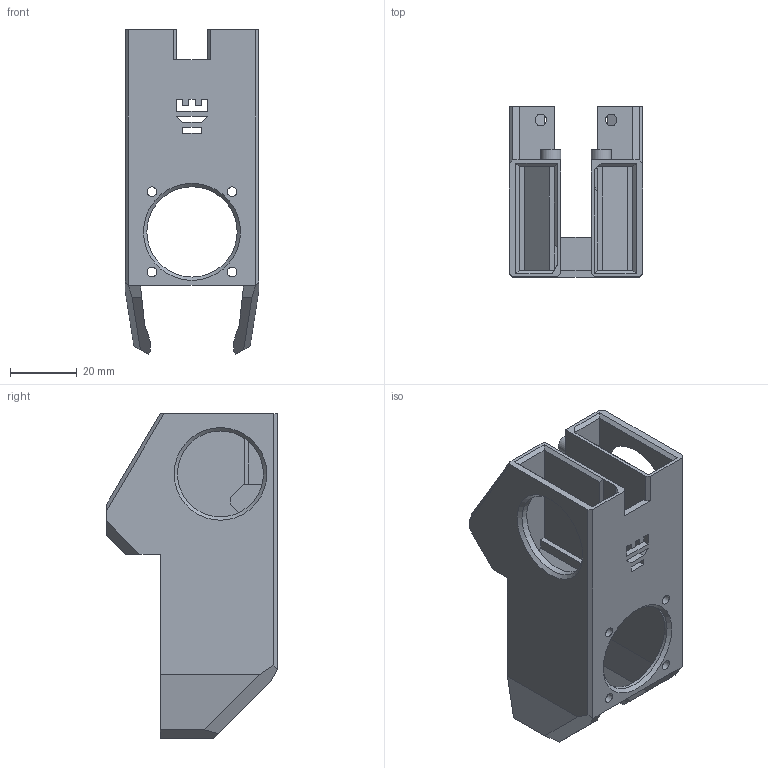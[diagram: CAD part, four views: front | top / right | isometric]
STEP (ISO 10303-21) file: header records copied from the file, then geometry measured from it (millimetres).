
FILE_DESCRIPTION(('STEP AP214'),'1');
FILE_NAME('Rookery 3010 short _2020_.stp','2023-05-21T01:48:20',(' '),(' '),'Spatial InterOp 3D',' ',' ');
FILE_SCHEMA(('AUTOMOTIVE_DESIGN { 1 0 10303 214 1 1 1 1 }'));
Length unit declared in the file: millimetre
Products named in the file (1): Mirror4
Bounding box: 40 x 51 x 97.05 mm (x, y, z)
Volume: 32096.1 mm3; surface area: 33258.2 mm2
Topology: 1 solids, 1 shells, 191 faces, 547 edges, 353 vertices
Faces by surface type: plane 171, cylinder 17, cone 3
Full cylindrical faces by diameter (mm): 2.9 x4, 3.5 x2, 4.2 x2, 6 x2, 25.7 x2, 27 x1
Entity records: 10156 total; most frequent: CARTESIAN_POINT 1082, ORIENTED_EDGE 1056, DIRECTION 943, STYLED_ITEM 702, PRESENTATION_STYLE_ASSIGNMENT 702, COLOUR_RGB 702, EDGE_CURVE 528, CURVE_STYLE 510
